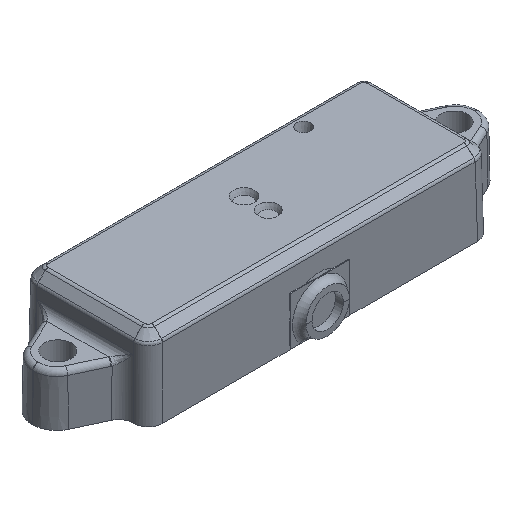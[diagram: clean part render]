
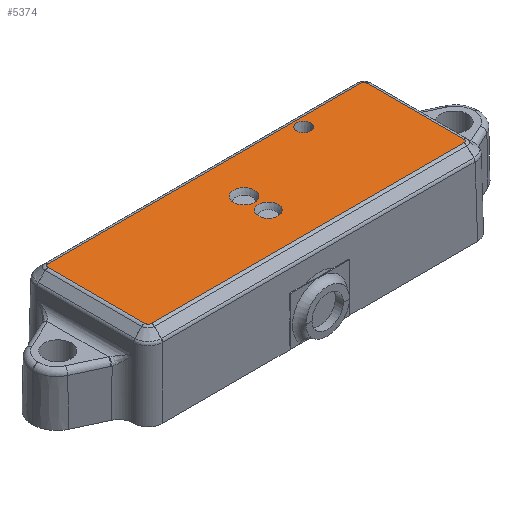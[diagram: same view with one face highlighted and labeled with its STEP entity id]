
A CAD part, isometric view. The second image highlights one B-rep face of the part: STEP entity #5374.
In plain terms, the highlighted planar face has unit normal (0, 0, 1).
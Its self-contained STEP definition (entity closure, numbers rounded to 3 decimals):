
#38=FACE_BOUND('',#975,.T.);
#39=FACE_BOUND('',#976,.T.);
#40=FACE_BOUND('',#977,.T.);
#264=B_SPLINE_CURVE_WITH_KNOTS('',3,(#9423,#9424,#9425,#9426),
 .UNSPECIFIED.,.F.,.F.,(4,4),(0.,0.001),.UNSPECIFIED.);
#265=B_SPLINE_CURVE_WITH_KNOTS('',3,(#9428,#9429,#9430,#9431,#9432),
 .UNSPECIFIED.,.F.,.F.,(4,1,4),(0.,0.028,0.066),
 .UNSPECIFIED.);
#266=B_SPLINE_CURVE_WITH_KNOTS('',3,(#9434,#9435,#9436,#9437),
 .UNSPECIFIED.,.F.,.F.,(4,4),(0.,0.001),.UNSPECIFIED.);
#267=B_SPLINE_CURVE_WITH_KNOTS('',3,(#9441,#9442,#9443,#9444),
 .UNSPECIFIED.,.F.,.F.,(4,4),(0.,0.001),.UNSPECIFIED.);
#268=B_SPLINE_CURVE_WITH_KNOTS('',3,(#9446,#9447,#9448,#9449,#9450),
 .UNSPECIFIED.,.F.,.F.,(4,1,4),(0.,0.028,0.066),
 .UNSPECIFIED.);
#269=B_SPLINE_CURVE_WITH_KNOTS('',3,(#9452,#9453,#9454,#9455),
 .UNSPECIFIED.,.F.,.F.,(4,4),(0.,0.001),
 .UNSPECIFIED.);
#270=B_SPLINE_CURVE_WITH_KNOTS('',3,(#9459,#9460,#9461,#9462),
 .UNSPECIFIED.,.F.,.F.,(4,4),(0.,0.001),.UNSPECIFIED.);
#271=B_SPLINE_CURVE_WITH_KNOTS('',3,(#9464,#9465,#9466,#9467,#9468),
 .UNSPECIFIED.,.F.,.F.,(4,1,4),(0.,0.028,0.066),
 .UNSPECIFIED.);
#272=B_SPLINE_CURVE_WITH_KNOTS('',3,(#9470,#9471,#9472,#9473),
 .UNSPECIFIED.,.F.,.F.,(4,4),(0.,0.001),.UNSPECIFIED.);
#273=B_SPLINE_CURVE_WITH_KNOTS('',3,(#9477,#9478,#9479,#9480),
 .UNSPECIFIED.,.F.,.F.,(4,4),(0.,0.001),.UNSPECIFIED.);
#274=B_SPLINE_CURVE_WITH_KNOTS('',3,(#9482,#9483,#9484,#9485,#9486),
 .UNSPECIFIED.,.F.,.F.,(4,1,4),(0.,0.038,0.066),
 .UNSPECIFIED.);
#275=B_SPLINE_CURVE_WITH_KNOTS('',3,(#9487,#9488,#9489,#9490),
 .UNSPECIFIED.,.F.,.F.,(4,4),(0.,0.001),.UNSPECIFIED.);
#449=PLANE('',#5777);
#647=FACE_OUTER_BOUND('',#974,.T.);
#974=EDGE_LOOP('',(#4325,#4326,#4327,#4328,#4329,#4330,#4331,#4332,#4333,
#4334,#4335,#4336,#4337,#4338,#4339,#4340));
#975=EDGE_LOOP('',(#4341));
#976=EDGE_LOOP('',(#4342));
#977=EDGE_LOOP('',(#4343));
#1516=LINE('',#9421,#1938);
#1517=LINE('',#9439,#1939);
#1518=LINE('',#9457,#1940);
#1519=LINE('',#9475,#1941);
#1938=VECTOR('',#6711,10.);
#1939=VECTOR('',#6712,10.);
#1940=VECTOR('',#6713,10.);
#1941=VECTOR('',#6714,10.);
#2096=CIRCLE('',#5691,0.875);
#2097=CIRCLE('',#5747,1.314);
#2098=CIRCLE('',#5749,1.239);
#2451=VERTEX_POINT('',#9102);
#2495=VERTEX_POINT('',#9279);
#2496=VERTEX_POINT('',#9283);
#2522=VERTEX_POINT('',#9419);
#2523=VERTEX_POINT('',#9420);
#2524=VERTEX_POINT('',#9422);
#2525=VERTEX_POINT('',#9427);
#2526=VERTEX_POINT('',#9433);
#2527=VERTEX_POINT('',#9438);
#2528=VERTEX_POINT('',#9440);
#2529=VERTEX_POINT('',#9445);
#2530=VERTEX_POINT('',#9451);
#2531=VERTEX_POINT('',#9456);
#2532=VERTEX_POINT('',#9458);
#2533=VERTEX_POINT('',#9463);
#2534=VERTEX_POINT('',#9469);
#2535=VERTEX_POINT('',#9474);
#2536=VERTEX_POINT('',#9476);
#2537=VERTEX_POINT('',#9481);
#3056=EDGE_CURVE('',#2451,#2451,#2096,.T.);
#3138=EDGE_CURVE('',#2495,#2495,#2097,.T.);
#3140=EDGE_CURVE('',#2496,#2496,#2098,.T.);
#3180=EDGE_CURVE('',#2522,#2523,#1516,.T.);
#3181=EDGE_CURVE('',#2524,#2522,#264,.T.);
#3182=EDGE_CURVE('',#2525,#2524,#265,.T.);
#3183=EDGE_CURVE('',#2526,#2525,#266,.T.);
#3184=EDGE_CURVE('',#2527,#2526,#1517,.T.);
#3185=EDGE_CURVE('',#2528,#2527,#267,.T.);
#3186=EDGE_CURVE('',#2529,#2528,#268,.T.);
#3187=EDGE_CURVE('',#2530,#2529,#269,.T.);
#3188=EDGE_CURVE('',#2531,#2530,#1518,.T.);
#3189=EDGE_CURVE('',#2532,#2531,#270,.T.);
#3190=EDGE_CURVE('',#2533,#2532,#271,.T.);
#3191=EDGE_CURVE('',#2534,#2533,#272,.T.);
#3192=EDGE_CURVE('',#2535,#2534,#1519,.T.);
#3193=EDGE_CURVE('',#2536,#2535,#273,.T.);
#3194=EDGE_CURVE('',#2537,#2536,#274,.T.);
#3195=EDGE_CURVE('',#2523,#2537,#275,.T.);
#4325=ORIENTED_EDGE('',*,*,#3180,.F.);
#4326=ORIENTED_EDGE('',*,*,#3181,.F.);
#4327=ORIENTED_EDGE('',*,*,#3182,.F.);
#4328=ORIENTED_EDGE('',*,*,#3183,.F.);
#4329=ORIENTED_EDGE('',*,*,#3184,.F.);
#4330=ORIENTED_EDGE('',*,*,#3185,.F.);
#4331=ORIENTED_EDGE('',*,*,#3186,.F.);
#4332=ORIENTED_EDGE('',*,*,#3187,.F.);
#4333=ORIENTED_EDGE('',*,*,#3188,.F.);
#4334=ORIENTED_EDGE('',*,*,#3189,.F.);
#4335=ORIENTED_EDGE('',*,*,#3190,.F.);
#4336=ORIENTED_EDGE('',*,*,#3191,.F.);
#4337=ORIENTED_EDGE('',*,*,#3192,.F.);
#4338=ORIENTED_EDGE('',*,*,#3193,.F.);
#4339=ORIENTED_EDGE('',*,*,#3194,.F.);
#4340=ORIENTED_EDGE('',*,*,#3195,.F.);
#4341=ORIENTED_EDGE('',*,*,#3056,.T.);
#4342=ORIENTED_EDGE('',*,*,#3138,.T.);
#4343=ORIENTED_EDGE('',*,*,#3140,.T.);
#5374=ADVANCED_FACE('',(#647,#38,#39,#40),#449,.T.);
#5691=AXIS2_PLACEMENT_3D('',#9103,#6456,#6457);
#5747=AXIS2_PLACEMENT_3D('',#9280,#6629,#6630);
#5749=AXIS2_PLACEMENT_3D('',#9284,#6634,#6635);
#5777=AXIS2_PLACEMENT_3D('',#9418,#6709,#6710);
#6456=DIRECTION('center_axis',(0.,0.,-1.));
#6457=DIRECTION('ref_axis',(1.,0.,0.));
#6629=DIRECTION('center_axis',(0.,0.,-1.));
#6630=DIRECTION('ref_axis',(1.,0.,0.));
#6634=DIRECTION('center_axis',(0.,0.,-1.));
#6635=DIRECTION('ref_axis',(1.,0.,0.));
#6709=DIRECTION('center_axis',(0.,0.,1.));
#6710=DIRECTION('ref_axis',(1.,0.,0.));
#6711=DIRECTION('',(0.,1.,0.));
#6712=DIRECTION('',(-1.,0.,0.));
#6713=DIRECTION('',(0.,-1.,0.));
#6714=DIRECTION('',(1.,0.,0.));
#9102=CARTESIAN_POINT('',(28.716,11.582,5.328));
#9103=CARTESIAN_POINT('Origin',(29.591,11.582,5.328));
#9279=CARTESIAN_POINT('',(17.126,7.831,5.328));
#9280=CARTESIAN_POINT('Origin',(18.44,7.831,5.328));
#9283=CARTESIAN_POINT('',(17.201,4.831,5.328));
#9284=CARTESIAN_POINT('Origin',(18.44,4.831,5.328));
#9418=CARTESIAN_POINT('Origin',(18.415,6.326,5.328));
#9419=CARTESIAN_POINT('',(-1.399,0.332,5.328));
#9420=CARTESIAN_POINT('',(-1.399,12.319,5.328));
#9421=CARTESIAN_POINT('',(-1.399,8.268,5.328));
#9422=CARTESIAN_POINT('',(-1.399,0.326,5.328));
#9423=CARTESIAN_POINT('Ctrl Pts',(-1.399,0.326,5.328));
#9424=CARTESIAN_POINT('Ctrl Pts',(-1.399,0.328,5.328));
#9425=CARTESIAN_POINT('Ctrl Pts',(-1.399,0.33,5.328));
#9426=CARTESIAN_POINT('Ctrl Pts',(-1.399,0.332,5.328));
#9427=CARTESIAN_POINT('',(-0.978,-0.095,5.328));
#9428=CARTESIAN_POINT('Ctrl Pts',(-0.978,-0.095,
5.328));
#9429=CARTESIAN_POINT('Ctrl Pts',(-1.072,-0.094,
5.328));
#9430=CARTESIAN_POINT('Ctrl Pts',(-1.292,-0.017,
5.328));
#9431=CARTESIAN_POINT('Ctrl Pts',(-1.398,0.2,5.328));
#9432=CARTESIAN_POINT('Ctrl Pts',(-1.399,0.326,5.328));
#9433=CARTESIAN_POINT('',(-0.972,-0.095,5.328));
#9434=CARTESIAN_POINT('Ctrl Pts',(-0.972,-0.095,
5.328));
#9435=CARTESIAN_POINT('Ctrl Pts',(-0.974,-0.095,
5.328));
#9436=CARTESIAN_POINT('Ctrl Pts',(-0.976,-0.095,
5.328));
#9437=CARTESIAN_POINT('Ctrl Pts',(-0.978,-0.095,
5.328));
#9438=CARTESIAN_POINT('',(37.803,-0.095,5.328));
#9439=CARTESIAN_POINT('',(13.124,-0.095,5.328));
#9440=CARTESIAN_POINT('',(37.809,-0.095,5.328));
#9441=CARTESIAN_POINT('Ctrl Pts',(37.809,-0.095,
5.328));
#9442=CARTESIAN_POINT('Ctrl Pts',(37.807,-0.095,
5.328));
#9443=CARTESIAN_POINT('Ctrl Pts',(37.805,-0.095,
5.328));
#9444=CARTESIAN_POINT('Ctrl Pts',(37.803,-0.095,
5.328));
#9445=CARTESIAN_POINT('',(38.23,0.326,5.328));
#9446=CARTESIAN_POINT('Ctrl Pts',(38.23,0.326,5.328));
#9447=CARTESIAN_POINT('Ctrl Pts',(38.229,0.232,5.328));
#9448=CARTESIAN_POINT('Ctrl Pts',(38.151,0.012,5.328));
#9449=CARTESIAN_POINT('Ctrl Pts',(37.934,-0.094,
5.328));
#9450=CARTESIAN_POINT('Ctrl Pts',(37.809,-0.095,
5.328));
#9451=CARTESIAN_POINT('',(38.23,0.332,5.328));
#9452=CARTESIAN_POINT('Ctrl Pts',(38.23,0.332,5.328));
#9453=CARTESIAN_POINT('Ctrl Pts',(38.23,0.33,5.328));
#9454=CARTESIAN_POINT('Ctrl Pts',(38.23,0.328,5.328));
#9455=CARTESIAN_POINT('Ctrl Pts',(38.23,0.326,5.328));
#9456=CARTESIAN_POINT('',(38.23,12.319,5.328));
#9457=CARTESIAN_POINT('',(38.23,4.383,5.328));
#9458=CARTESIAN_POINT('',(38.23,12.325,5.328));
#9459=CARTESIAN_POINT('Ctrl Pts',(38.23,12.325,5.328));
#9460=CARTESIAN_POINT('Ctrl Pts',(38.23,12.323,5.328));
#9461=CARTESIAN_POINT('Ctrl Pts',(38.23,12.321,5.328));
#9462=CARTESIAN_POINT('Ctrl Pts',(38.23,12.319,5.328));
#9463=CARTESIAN_POINT('',(37.809,12.746,5.328));
#9464=CARTESIAN_POINT('Ctrl Pts',(37.809,12.746,5.328));
#9465=CARTESIAN_POINT('Ctrl Pts',(37.903,12.745,5.328));
#9466=CARTESIAN_POINT('Ctrl Pts',(38.123,12.668,5.328));
#9467=CARTESIAN_POINT('Ctrl Pts',(38.229,12.451,5.328));
#9468=CARTESIAN_POINT('Ctrl Pts',(38.23,12.325,5.328));
#9469=CARTESIAN_POINT('',(37.803,12.746,5.328));
#9470=CARTESIAN_POINT('Ctrl Pts',(37.803,12.746,5.328));
#9471=CARTESIAN_POINT('Ctrl Pts',(37.805,12.746,5.328));
#9472=CARTESIAN_POINT('Ctrl Pts',(37.807,12.746,5.328));
#9473=CARTESIAN_POINT('Ctrl Pts',(37.809,12.746,5.328));
#9474=CARTESIAN_POINT('',(-0.972,12.746,5.328));
#9475=CARTESIAN_POINT('',(23.707,12.746,5.328));
#9476=CARTESIAN_POINT('',(-0.978,12.746,5.328));
#9477=CARTESIAN_POINT('Ctrl Pts',(-0.978,12.746,5.328));
#9478=CARTESIAN_POINT('Ctrl Pts',(-0.976,12.746,5.328));
#9479=CARTESIAN_POINT('Ctrl Pts',(-0.974,12.746,5.328));
#9480=CARTESIAN_POINT('Ctrl Pts',(-0.972,12.746,5.328));
#9481=CARTESIAN_POINT('',(-1.399,12.325,5.328));
#9482=CARTESIAN_POINT('Ctrl Pts',(-1.399,12.325,5.328));
#9483=CARTESIAN_POINT('Ctrl Pts',(-1.398,12.451,5.328));
#9484=CARTESIAN_POINT('Ctrl Pts',(-1.292,12.668,5.328));
#9485=CARTESIAN_POINT('Ctrl Pts',(-1.072,12.745,5.328));
#9486=CARTESIAN_POINT('Ctrl Pts',(-0.978,12.746,5.328));
#9487=CARTESIAN_POINT('Ctrl Pts',(-1.399,12.319,5.328));
#9488=CARTESIAN_POINT('Ctrl Pts',(-1.399,12.321,5.328));
#9489=CARTESIAN_POINT('Ctrl Pts',(-1.399,12.323,5.328));
#9490=CARTESIAN_POINT('Ctrl Pts',(-1.399,12.325,5.328));
